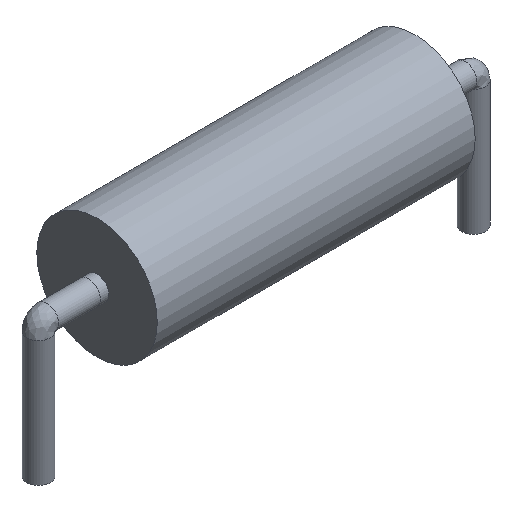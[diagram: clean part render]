
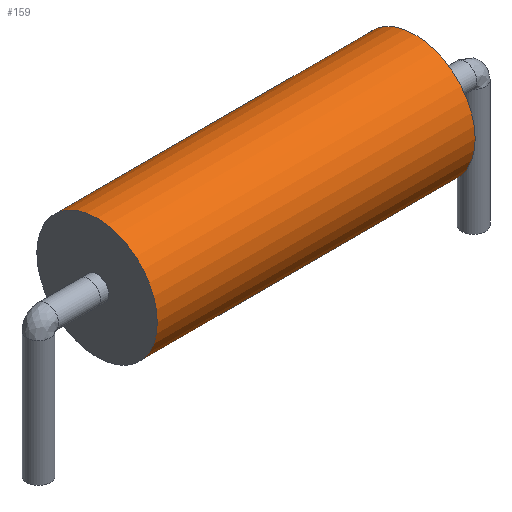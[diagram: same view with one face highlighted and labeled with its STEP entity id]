
A CAD part, isometric view. The second image highlights one B-rep face of the part: STEP entity #159.
In plain terms, the highlighted cylindrical face has radius 1.8 mm (diameter 3.6 mm), a full revolution.
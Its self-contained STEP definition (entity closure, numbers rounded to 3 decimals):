
#143 = EDGE_CURVE('',#144,#144,#146,.T.);
#144 = VERTEX_POINT('',#145);
#145 = CARTESIAN_POINT('',(4.75,1.8,0.));
#146 = CIRCLE('',#147,1.8);
#147 = AXIS2_PLACEMENT_3D('',#148,#149,#150);
#148 = CARTESIAN_POINT('',(4.75,0.,0.));
#149 = DIRECTION('',(1.,0.,0.));
#150 = DIRECTION('',(0.,1.,0.));
#159 = ADVANCED_FACE('',(#160),#179,.T.);
#160 = FACE_BOUND('',#161,.T.);
#161 = EDGE_LOOP('',(#162,#170,#171,#172));
#162 = ORIENTED_EDGE('',*,*,#163,.T.);
#163 = EDGE_CURVE('',#164,#144,#166,.T.);
#164 = VERTEX_POINT('',#165);
#165 = CARTESIAN_POINT('',(-4.75,1.8,0.));
#166 = LINE('',#167,#168);
#167 = CARTESIAN_POINT('',(-4.75,1.8,0.));
#168 = VECTOR('',#169,1.);
#169 = DIRECTION('',(1.,0.,0.));
#170 = ORIENTED_EDGE('',*,*,#143,.F.);
#171 = ORIENTED_EDGE('',*,*,#163,.F.);
#172 = ORIENTED_EDGE('',*,*,#173,.T.);
#173 = EDGE_CURVE('',#164,#164,#174,.T.);
#174 = CIRCLE('',#175,1.8);
#175 = AXIS2_PLACEMENT_3D('',#176,#177,#178);
#176 = CARTESIAN_POINT('',(-4.75,0.,0.));
#177 = DIRECTION('',(1.,0.,0.));
#178 = DIRECTION('',(0.,1.,0.));
#179 = CYLINDRICAL_SURFACE('',#180,1.8);
#180 = AXIS2_PLACEMENT_3D('',#181,#182,#183);
#181 = CARTESIAN_POINT('',(-4.75,0.,0.));
#182 = DIRECTION('',(1.,0.,0.));
#183 = DIRECTION('',(0.,1.,0.));
